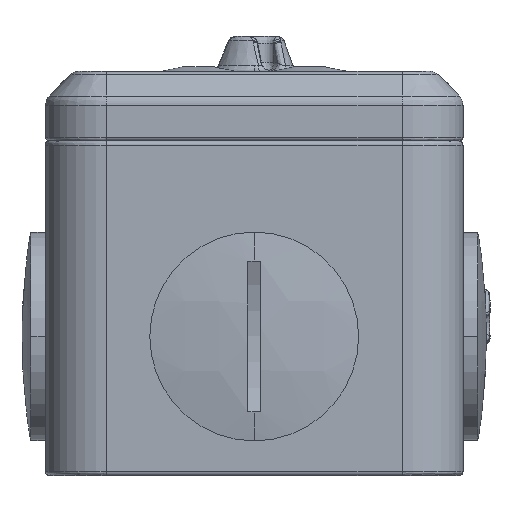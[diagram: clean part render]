
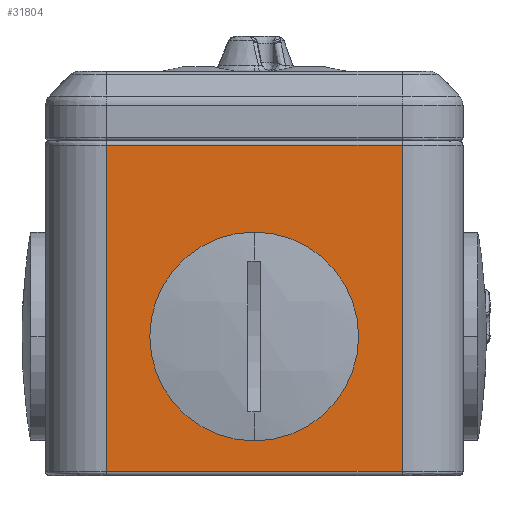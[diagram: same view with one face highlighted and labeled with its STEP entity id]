
A CAD part, front view. The second image highlights one B-rep face of the part: STEP entity #31804.
In plain terms, the highlighted planar face has unit normal (0, -1, 0).
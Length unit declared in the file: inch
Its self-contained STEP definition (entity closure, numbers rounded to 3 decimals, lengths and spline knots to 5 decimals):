
#1069 = AXIS2_PLACEMENT_3D ( 'NONE', #50716, #7075, #77688 ) ;
#1959 = PLANE ( 'NONE',  #94627 ) ;
#7075 = DIRECTION ( 'NONE',  ( 0., -1., 0. ) ) ;
#9558 = ORIENTED_EDGE ( 'NONE', *, *, #75289, .F. ) ;
#13093 = DIRECTION ( 'NONE',  ( 0., 0., -1. ) ) ;
#14983 = EDGE_CURVE ( 'NONE', #88783, #38454, #57290, .T. ) ;
#16516 = ORIENTED_EDGE ( 'NONE', *, *, #109377, .F. ) ;
#16892 = DIRECTION ( 'NONE',  ( 0., 0., -1. ) ) ;
#18129 = VERTEX_POINT ( 'NONE', #61815 ) ;
#18467 = LINE ( 'NONE', #47762, #92275 ) ;
#20033 = CARTESIAN_POINT ( 'NONE',  ( 0.66929, -5.55118, 1.49606 ) ) ;
#25243 = CARTESIAN_POINT ( 'NONE',  ( 0.66929, -5.55118, 1.51575 ) ) ;
#26206 = CARTESIAN_POINT ( 'NONE',  ( -0.94488, -5.55118, 1.49606 ) ) ;
#26779 = FACE_BOUND ( 'NONE', #60019, .T. ) ;
#30885 = VERTEX_POINT ( 'NONE', #20033 ) ;
#31063 = CARTESIAN_POINT ( 'NONE',  ( 0., -5.55118, 0.20472 ) ) ;
#31804 = ADVANCED_FACE ( 'NONE', ( #107623, #26779 ), #1959, .F. ) ;
#38454 = VERTEX_POINT ( 'NONE', #102827 ) ;
#39499 = CARTESIAN_POINT ( 'NONE',  ( 0., -5.55118, 1.05512 ) ) ;
#44826 = VERTEX_POINT ( 'NONE', #31063 ) ;
#47762 = CARTESIAN_POINT ( 'NONE',  ( -0.94488, -5.55118, 0.01969 ) ) ;
#49181 = CARTESIAN_POINT ( 'NONE',  ( 0., -5.55118, 0.62992 ) ) ;
#50716 = CARTESIAN_POINT ( 'NONE',  ( 0., -5.55118, 0.62992 ) ) ;
#51109 = VERTEX_POINT ( 'NONE', #39499 ) ;
#55084 = CARTESIAN_POINT ( 'NONE',  ( -0.94488, -5.55118, 1.51575 ) ) ;
#55356 = EDGE_CURVE ( 'NONE', #44826, #51109, #85684, .T. ) ;
#57290 = LINE ( 'NONE', #58181, #74349 ) ;
#58101 = EDGE_CURVE ( 'NONE', #18129, #88783, #18467, .T. ) ;
#58181 = CARTESIAN_POINT ( 'NONE',  ( -0.66929, -5.55118, 1.51575 ) ) ;
#60019 = EDGE_LOOP ( 'NONE', ( #113401, #75486 ) ) ;
#61815 = CARTESIAN_POINT ( 'NONE',  ( 0.66929, -5.55118, 0.01969 ) ) ;
#63207 = AXIS2_PLACEMENT_3D ( 'NONE', #49181, #112552, #13093 ) ;
#65688 = DIRECTION ( 'NONE',  ( 0., 0., 1. ) ) ;
#68604 = LINE ( 'NONE', #26206, #99777 ) ;
#74349 = VECTOR ( 'NONE', #65688, 39.37008 ) ;
#75289 = EDGE_CURVE ( 'NONE', #30885, #18129, #114130, .T. ) ;
#75486 = ORIENTED_EDGE ( 'NONE', *, *, #102757, .F. ) ;
#77688 = DIRECTION ( 'NONE',  ( 0., 0., -1. ) ) ;
#83272 = EDGE_LOOP ( 'NONE', ( #97966, #9558, #16516, #105036 ) ) ;
#83586 = DIRECTION ( 'NONE',  ( 0., 0., 1. ) ) ;
#85684 = CIRCLE ( 'NONE', #63207, 0.4252 ) ;
#88783 = VERTEX_POINT ( 'NONE', #107496 ) ;
#89615 = DIRECTION ( 'NONE',  ( 1., 0., 0. ) ) ;
#92275 = VECTOR ( 'NONE', #92953, 39.37008 ) ;
#92953 = DIRECTION ( 'NONE',  ( -1., 0., 0. ) ) ;
#94627 = AXIS2_PLACEMENT_3D ( 'NONE', #55084, #109674, #83586 ) ;
#94977 = CIRCLE ( 'NONE', #1069, 0.4252 ) ;
#97966 = ORIENTED_EDGE ( 'NONE', *, *, #58101, .F. ) ;
#99777 = VECTOR ( 'NONE', #89615, 39.37008 ) ;
#99951 = VECTOR ( 'NONE', #16892, 39.37008 ) ;
#102757 = EDGE_CURVE ( 'NONE', #51109, #44826, #94977, .T. ) ;
#102827 = CARTESIAN_POINT ( 'NONE',  ( -0.66929, -5.55118, 1.49606 ) ) ;
#105036 = ORIENTED_EDGE ( 'NONE', *, *, #14983, .F. ) ;
#107496 = CARTESIAN_POINT ( 'NONE',  ( -0.66929, -5.55118, 0.01969 ) ) ;
#107623 = FACE_OUTER_BOUND ( 'NONE', #83272, .T. ) ;
#109377 = EDGE_CURVE ( 'NONE', #38454, #30885, #68604, .T. ) ;
#109674 = DIRECTION ( 'NONE',  ( 0., 1., 0. ) ) ;
#112552 = DIRECTION ( 'NONE',  ( 0., -1., 0. ) ) ;
#113401 = ORIENTED_EDGE ( 'NONE', *, *, #55356, .F. ) ;
#114130 = LINE ( 'NONE', #25243, #99951 ) ;
